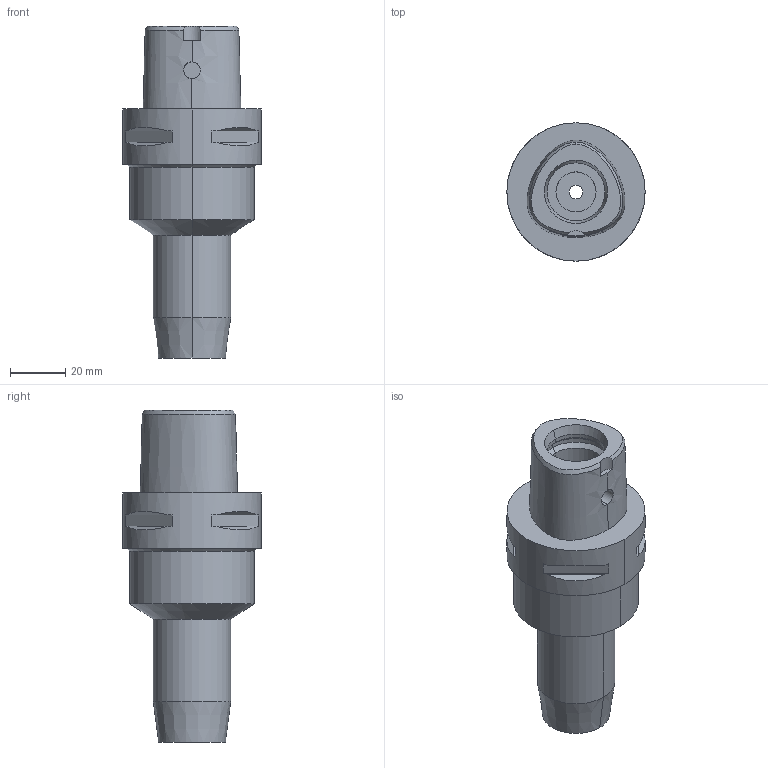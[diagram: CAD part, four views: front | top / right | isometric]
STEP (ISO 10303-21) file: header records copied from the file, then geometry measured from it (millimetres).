
FILE_DESCRIPTION((''),'2;1');
FILE_NAME('C5-HDC8-90','2019-01-16T',('ykawabe'),(''),'CREO PARAMETRIC BY PTC INC, 2016380','CREO PARAMETRIC BY PTC INC, 2016380','');
FILE_SCHEMA(('AUTOMOTIVE_DESIGN { 1 0 10303 214 1 1 1 1 }'));
Length unit declared in the file: millimetre
Products named in the file (1): C5-HDC8-90
Bounding box: 50 x 50 x 120 mm (x, y, z)
Volume: 114787.7 mm3; surface area: 21405.5 mm2
Topology: 1 solids, 1 shells, 71 faces, 158 edges, 97 vertices
Faces by surface type: plane 30, cylinder 25, cone 10, bspline 4, torus 2
Entity records: 3628 total; most frequent: CARTESIAN_POINT 1326, DIRECTION 344, ORIENTED_EDGE 316, PRESENTATION_STYLE_ASSIGNMENT 163, STYLED_ITEM 163, CURVE_STYLE 162, EDGE_CURVE 158, AXIS2_PLACEMENT_3D 140
